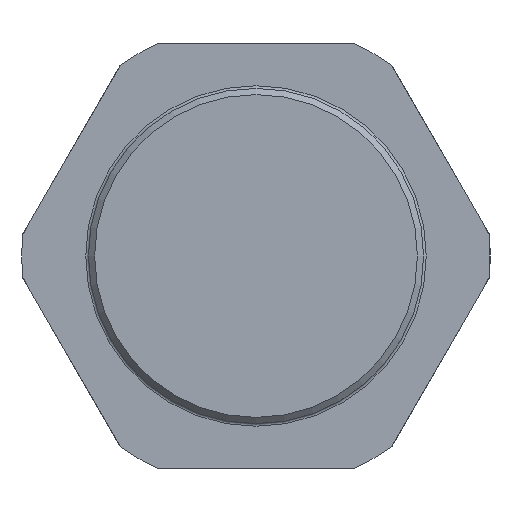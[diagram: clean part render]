
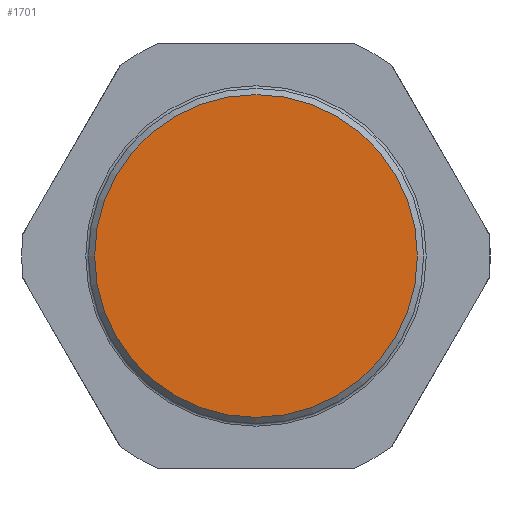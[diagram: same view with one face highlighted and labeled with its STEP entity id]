
A CAD part, left-side view. The second image highlights one B-rep face of the part: STEP entity #1701.
In plain terms, the highlighted planar face has unit normal (-1, 0, 0).
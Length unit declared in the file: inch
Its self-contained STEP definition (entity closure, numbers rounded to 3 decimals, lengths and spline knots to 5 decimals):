
#371=FACE_OUTER_BOUND('',#466,.T.);
#466=EDGE_LOOP('',(#1310,#1311));
#590=CIRCLE('',#1878,1.19409);
#591=CIRCLE('',#1879,1.19409);
#752=VERTEX_POINT('',#3183);
#753=VERTEX_POINT('',#3184);
#959=EDGE_CURVE('',#752,#753,#590,.T.);
#960=EDGE_CURVE('',#753,#752,#591,.T.);
#1310=ORIENTED_EDGE('',*,*,#959,.F.);
#1311=ORIENTED_EDGE('',*,*,#960,.F.);
#1647=PLANE('',#1877);
#1701=ADVANCED_FACE('',(#371),#1647,.T.);
#1877=AXIS2_PLACEMENT_3D('',#3182,#2236,#2237);
#1878=AXIS2_PLACEMENT_3D('',#3185,#2238,#2239);
#1879=AXIS2_PLACEMENT_3D('',#3186,#2240,#2241);
#2236=DIRECTION('center_axis',(-1.,0.,0.));
#2237=DIRECTION('ref_axis',(0.,0.,
-1.));
#2238=DIRECTION('center_axis',(1.,0.,0.));
#2239=DIRECTION('ref_axis',(0.,0.,1.));
#2240=DIRECTION('center_axis',(1.,0.,0.));
#2241=DIRECTION('ref_axis',(0.,0.,1.));
#3182=CARTESIAN_POINT('Origin',(-1.94291,-1.19409,0.));
#3183=CARTESIAN_POINT('',(-1.94291,-1.19409,0.));
#3184=CARTESIAN_POINT('',(-1.94291,1.19409,0.));
#3185=CARTESIAN_POINT('Origin',(-1.94291,0.,
0.));
#3186=CARTESIAN_POINT('Origin',(-1.94291,0.,
0.));
